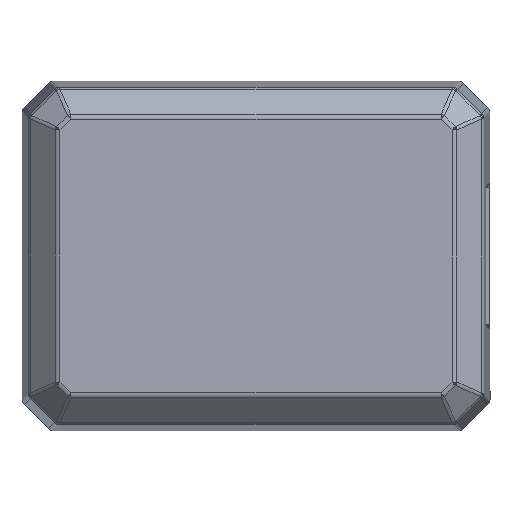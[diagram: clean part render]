
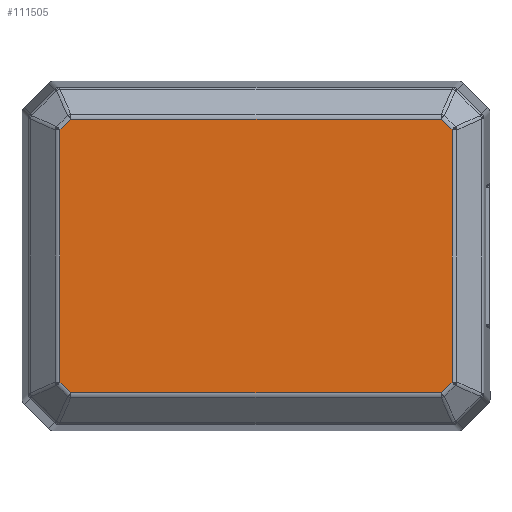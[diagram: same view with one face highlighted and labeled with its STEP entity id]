
A CAD part, front view. The second image highlights one B-rep face of the part: STEP entity #111505.
In plain terms, the highlighted planar face has unit normal (0, -1, 0).
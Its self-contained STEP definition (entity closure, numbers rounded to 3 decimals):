
#3335 = VERTEX_POINT ( 'NONE', #22239 ) ;
#4689 = ORIENTED_EDGE ( 'NONE', *, *, #22226, .F. ) ;
#5461 = DIRECTION ( 'NONE',  ( 0., 1., 0. ) ) ;
#9946 = EDGE_CURVE ( 'NONE', #13435, #3335, #132649, .T. ) ;
#11159 = LINE ( 'NONE', #83364, #77102 ) ;
#11557 = LINE ( 'NONE', #48635, #35951 ) ;
#13435 = VERTEX_POINT ( 'NONE', #130254 ) ;
#14543 = EDGE_CURVE ( 'NONE', #139790, #64398, #142525, .T. ) ;
#16951 = CARTESIAN_POINT ( 'NONE',  ( -13.324, -12.4, 9.858 ) ) ;
#22226 = EDGE_CURVE ( 'NONE', #30000, #13435, #54849, .T. ) ;
#22239 = CARTESIAN_POINT ( 'NONE',  ( 14.108, -12.4, -9.074 ) ) ;
#23680 = DIRECTION ( 'NONE',  ( 0., 0., -1. ) ) ;
#25428 = CARTESIAN_POINT ( 'NONE',  ( -14.108, -12.4, 9.074 ) ) ;
#30000 = VERTEX_POINT ( 'NONE', #45752 ) ;
#35951 = VECTOR ( 'NONE', #59783, 1000. ) ;
#36557 = CARTESIAN_POINT ( 'NONE',  ( 14.108, -12.4, -9.074 ) ) ;
#41275 = ORIENTED_EDGE ( 'NONE', *, *, #87843, .F. ) ;
#42628 = EDGE_CURVE ( 'NONE', #3335, #139790, #90570, .T. ) ;
#45752 = CARTESIAN_POINT ( 'NONE',  ( 13.324, -12.4, 9.858 ) ) ;
#48635 = CARTESIAN_POINT ( 'NONE',  ( -13.324, -12.4, -9.858 ) ) ;
#49066 = CARTESIAN_POINT ( 'NONE',  ( 13.324, -12.4, 9.858 ) ) ;
#49272 = CARTESIAN_POINT ( 'NONE',  ( 0., -12.4, 9.858 ) ) ;
#54167 = VECTOR ( 'NONE', #104195, 1000. ) ;
#54849 = LINE ( 'NONE', #49066, #96305 ) ;
#55663 = AXIS2_PLACEMENT_3D ( 'NONE', #60646, #5461, #103192 ) ;
#59783 = DIRECTION ( 'NONE',  ( -0.707, 0., 0.707 ) ) ;
#60211 = DIRECTION ( 'NONE',  ( 0.707, 0., -0.707 ) ) ;
#60646 = CARTESIAN_POINT ( 'NONE',  ( 0., -12.4, 0. ) ) ;
#64132 = CARTESIAN_POINT ( 'NONE',  ( -14.108, -12.4, 0. ) ) ;
#64398 = VERTEX_POINT ( 'NONE', #120558 ) ;
#72637 = ORIENTED_EDGE ( 'NONE', *, *, #14543, .F. ) ;
#73303 = VECTOR ( 'NONE', #114048, 1000. ) ;
#73695 = CARTESIAN_POINT ( 'NONE',  ( -14.108, -12.4, -9.074 ) ) ;
#77102 = VECTOR ( 'NONE', #82407, 1000. ) ;
#80555 = ORIENTED_EDGE ( 'NONE', *, *, #9946, .F. ) ;
#82407 = DIRECTION ( 'NONE',  ( 0.707, 0., 0.707 ) ) ;
#83364 = CARTESIAN_POINT ( 'NONE',  ( -14.108, -12.4, 9.074 ) ) ;
#87843 = EDGE_CURVE ( 'NONE', #118682, #124087, #124682, .T. ) ;
#90570 = LINE ( 'NONE', #36557, #54167 ) ;
#90944 = EDGE_CURVE ( 'NONE', #64398, #118682, #11557, .T. ) ;
#91670 = EDGE_CURVE ( 'NONE', #124087, #119384, #11159, .T. ) ;
#96305 = VECTOR ( 'NONE', #60211, 1000. ) ;
#96466 = EDGE_LOOP ( 'NONE', ( #4689, #115783, #96917, #41275, #130764, #72637, #123782, #80555 ) ) ;
#96917 = ORIENTED_EDGE ( 'NONE', *, *, #91670, .F. ) ;
#97524 = DIRECTION ( 'NONE',  ( 0., 0., 1. ) ) ;
#98403 = FACE_OUTER_BOUND ( 'NONE', #96466, .T. ) ;
#99251 = CARTESIAN_POINT ( 'NONE',  ( 14.108, -12.4, 0. ) ) ;
#102350 = EDGE_CURVE ( 'NONE', #119384, #30000, #131890, .T. ) ;
#102939 = CARTESIAN_POINT ( 'NONE',  ( 0., -12.4, -9.858 ) ) ;
#103192 = DIRECTION ( 'NONE',  ( 1., 0., 0. ) ) ;
#104195 = DIRECTION ( 'NONE',  ( -0.707, 0., -0.707 ) ) ;
#106656 = VECTOR ( 'NONE', #23680, 1000. ) ;
#111505 = ADVANCED_FACE ( 'NONE', ( #98403 ), #126928, .F. ) ;
#114048 = DIRECTION ( 'NONE',  ( -1., 0., 0. ) ) ;
#114556 = VECTOR ( 'NONE', #116518, 1000. ) ;
#115783 = ORIENTED_EDGE ( 'NONE', *, *, #102350, .F. ) ;
#116518 = DIRECTION ( 'NONE',  ( 1., 0., 0. ) ) ;
#118682 = VERTEX_POINT ( 'NONE', #73695 ) ;
#119384 = VERTEX_POINT ( 'NONE', #16951 ) ;
#120558 = CARTESIAN_POINT ( 'NONE',  ( -13.324, -12.4, -9.858 ) ) ;
#123606 = CARTESIAN_POINT ( 'NONE',  ( 13.324, -12.4, -9.858 ) ) ;
#123782 = ORIENTED_EDGE ( 'NONE', *, *, #42628, .F. ) ;
#124087 = VERTEX_POINT ( 'NONE', #25428 ) ;
#124682 = LINE ( 'NONE', #64132, #135099 ) ;
#126928 = PLANE ( 'NONE',  #55663 ) ;
#130254 = CARTESIAN_POINT ( 'NONE',  ( 14.108, -12.4, 9.074 ) ) ;
#130764 = ORIENTED_EDGE ( 'NONE', *, *, #90944, .F. ) ;
#131890 = LINE ( 'NONE', #49272, #114556 ) ;
#132649 = LINE ( 'NONE', #99251, #106656 ) ;
#135099 = VECTOR ( 'NONE', #97524, 1000. ) ;
#139790 = VERTEX_POINT ( 'NONE', #123606 ) ;
#142525 = LINE ( 'NONE', #102939, #73303 ) ;
